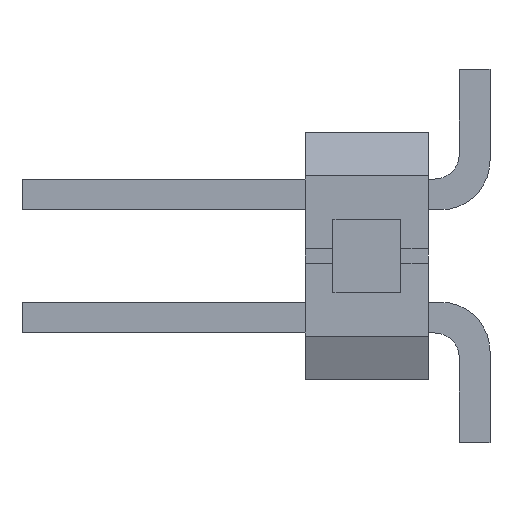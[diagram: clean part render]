
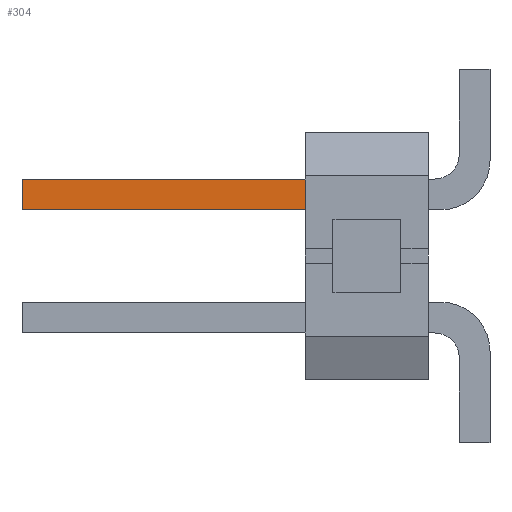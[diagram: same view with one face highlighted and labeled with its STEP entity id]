
A CAD part, left-side view. The second image highlights one B-rep face of the part: STEP entity #304.
In plain terms, the highlighted planar face has unit normal (-1, 0, 0).
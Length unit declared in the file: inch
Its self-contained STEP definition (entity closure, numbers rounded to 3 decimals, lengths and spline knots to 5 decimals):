
#304 = ADVANCED_FACE( '', ( #671 ), #672, .F. );
#671 = FACE_OUTER_BOUND( '', #1113, .T. );
#672 = PLANE( '', #1114 );
#1113 = EDGE_LOOP( '', ( #1846, #1847, #1848, #1849 ) );
#1114 = AXIS2_PLACEMENT_3D( '', #1850, #1851, #1852 );
#1846 = ORIENTED_EDGE( '', *, *, #3040, .F. );
#1847 = ORIENTED_EDGE( '', *, *, #3041, .T. );
#1848 = ORIENTED_EDGE( '', *, *, #2821, .F. );
#1849 = ORIENTED_EDGE( '', *, *, #2903, .F. );
#1850 = CARTESIAN_POINT( '', ( -0.0625, 0.04, 0.0275 ) );
#1851 = DIRECTION( '', ( 1., 0., 0. ) );
#1852 = DIRECTION( '', ( 0., 0., -1. ) );
#2821 = EDGE_CURVE( '', #3408, #3410, #3411, .T. );
#2903 = EDGE_CURVE( '', #3559, #3408, #3561, .T. );
#3040 = EDGE_CURVE( '', #3782, #3559, #3783, .T. );
#3041 = EDGE_CURVE( '', #3782, #3410, #3784, .T. );
#3408 = VERTEX_POINT( '', #4266 );
#3410 = VERTEX_POINT( '', #4269 );
#3411 = LINE( '', #4270, #4271 );
#3559 = VERTEX_POINT( '', #4488 );
#3561 = LINE( '', #4491, #4492 );
#3782 = VERTEX_POINT( '', #4814 );
#3783 = LINE( '', #4815, #4816 );
#3784 = LINE( '', #4817, #4818 );
#4266 = CARTESIAN_POINT( '', ( -0.0625, 0.38, 0.0125 ) );
#4269 = CARTESIAN_POINT( '', ( -0.0625, 0.105, 0.0125 ) );
#4270 = CARTESIAN_POINT( '', ( -0.0625, 0.38, 0.0125 ) );
#4271 = VECTOR( '', #5395, 39.37008 );
#4488 = CARTESIAN_POINT( '', ( -0.0625, 0.38, -0.0125 ) );
#4491 = CARTESIAN_POINT( '', ( -0.0625, 0.38, -0.0125 ) );
#4492 = VECTOR( '', #5466, 39.37008 );
#4814 = CARTESIAN_POINT( '', ( -0.0625, 0.105, -0.0125 ) );
#4815 = CARTESIAN_POINT( '', ( -0.0625, 0.04, -0.0125 ) );
#4816 = VECTOR( '', #5586, 39.37008 );
#4817 = CARTESIAN_POINT( '', ( -0.0625, 0.105, 0.0275 ) );
#4818 = VECTOR( '', #5587, 39.37008 );
#5395 = DIRECTION( '', ( 0., -1., 0. ) );
#5466 = DIRECTION( '', ( 0., 0., 1. ) );
#5586 = DIRECTION( '', ( 0., 1., 0. ) );
#5587 = DIRECTION( '', ( 0., 0., 1. ) );
